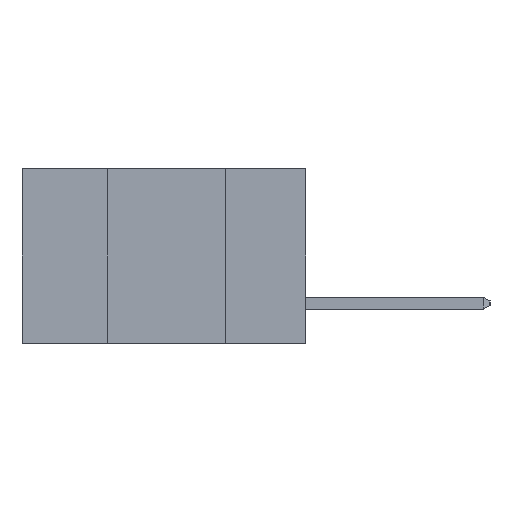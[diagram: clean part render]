
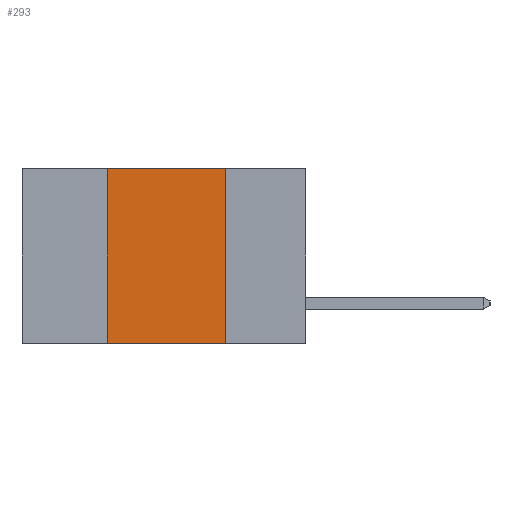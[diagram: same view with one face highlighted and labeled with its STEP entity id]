
A CAD part, left-side view. The second image highlights one B-rep face of the part: STEP entity #293.
In plain terms, the highlighted planar face has unit normal (-1, 0, 0).
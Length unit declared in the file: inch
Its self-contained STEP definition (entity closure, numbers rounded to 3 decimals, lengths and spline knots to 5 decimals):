
#293 = ADVANCED_FACE ( 'NONE', ( #1159 ), #1151, .F. ) ;
#300 = DIRECTION ( 'NONE',  ( 0., 0., 1. ) ) ;
#575 = ORIENTED_EDGE ( 'NONE', *, *, #11634, .F. ) ;
#1151 = PLANE ( 'NONE',  #9428 ) ;
#1159 = FACE_OUTER_BOUND ( 'NONE', #9141, .T. ) ;
#1282 = VECTOR ( 'NONE', #300, 39.37008 ) ;
#1882 = ORIENTED_EDGE ( 'NONE', *, *, #11300, .T. ) ;
#1898 = DIRECTION ( 'NONE',  ( 0., 0., -1. ) ) ;
#2051 = ORIENTED_EDGE ( 'NONE', *, *, #5591, .F. ) ;
#3702 = CARTESIAN_POINT ( 'NONE',  ( 0., 0.17, -0.37 ) ) ;
#4587 = CARTESIAN_POINT ( 'NONE',  ( 0., 0.6, -0.37 ) ) ;
#5162 = LINE ( 'NONE', #4587, #9888 ) ;
#5591 = EDGE_CURVE ( 'NONE', #6515, #11327, #7383, .T. ) ;
#6010 = LINE ( 'NONE', #10330, #1282 ) ;
#6353 = CARTESIAN_POINT ( 'NONE',  ( 0., 0.42, -0.37 ) ) ;
#6384 = CARTESIAN_POINT ( 'NONE',  ( 0., 0.6, 0. ) ) ;
#6413 = DIRECTION ( 'NONE',  ( 0., -1., 0. ) ) ;
#6515 = VERTEX_POINT ( 'NONE', #10944 ) ;
#6752 = VECTOR ( 'NONE', #6413, 39.37008 ) ;
#7083 = ORIENTED_EDGE ( 'NONE', *, *, #8273, .F. ) ;
#7281 = DIRECTION ( 'NONE',  ( 0., -1., 0. ) ) ;
#7383 = LINE ( 'NONE', #7895, #11664 ) ;
#7895 = CARTESIAN_POINT ( 'NONE',  ( 0., 0.17, 0. ) ) ;
#8273 = EDGE_CURVE ( 'NONE', #11111, #6515, #10941, .T. ) ;
#8309 = VERTEX_POINT ( 'NONE', #6353 ) ;
#8785 = CARTESIAN_POINT ( 'NONE',  ( 0., 0.42, 0. ) ) ;
#9141 = EDGE_LOOP ( 'NONE', ( #2051, #7083, #575, #1882 ) ) ;
#9255 = DIRECTION ( 'NONE',  ( 1., 0., 0. ) ) ;
#9256 = CARTESIAN_POINT ( 'NONE',  ( 0., 0.6, 0. ) ) ;
#9428 = AXIS2_PLACEMENT_3D ( 'NONE', #9256, #9255, #10495 ) ;
#9888 = VECTOR ( 'NONE', #7281, 39.37008 ) ;
#10330 = CARTESIAN_POINT ( 'NONE',  ( 0., 0.42, 0. ) ) ;
#10495 = DIRECTION ( 'NONE',  ( 0., 0., -1. ) ) ;
#10941 = LINE ( 'NONE', #6384, #6752 ) ;
#10944 = CARTESIAN_POINT ( 'NONE',  ( 0., 0.17, 0. ) ) ;
#11111 = VERTEX_POINT ( 'NONE', #8785 ) ;
#11300 = EDGE_CURVE ( 'NONE', #8309, #11327, #5162, .T. ) ;
#11327 = VERTEX_POINT ( 'NONE', #3702 ) ;
#11634 = EDGE_CURVE ( 'NONE', #8309, #11111, #6010, .T. ) ;
#11664 = VECTOR ( 'NONE', #1898, 39.37008 ) ;
